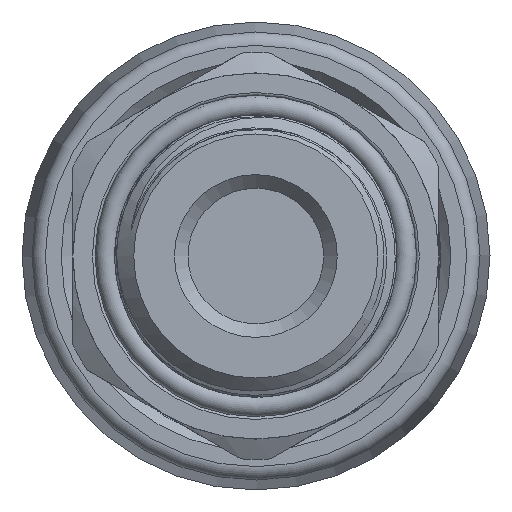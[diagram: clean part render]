
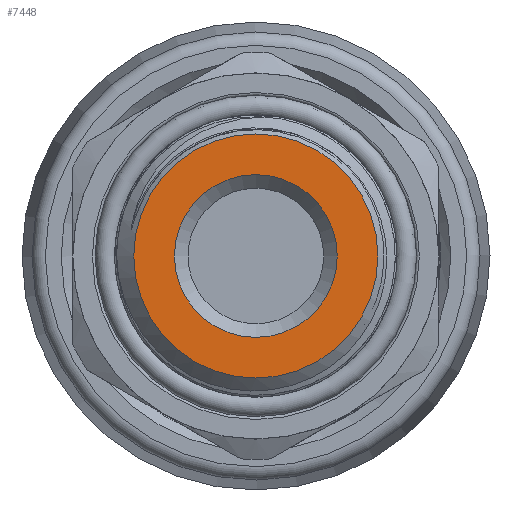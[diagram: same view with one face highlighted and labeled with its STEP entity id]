
A CAD part, left-side view. The second image highlights one B-rep face of the part: STEP entity #7448.
In plain terms, the highlighted face is planar.
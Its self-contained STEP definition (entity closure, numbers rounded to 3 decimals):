
#916=FACE_BOUND('',#2680,.T.);
#1797=PLANE('',#7867);
#2217=FACE_OUTER_BOUND('',#2679,.T.);
#2679=EDGE_LOOP('',(#6964));
#2680=EDGE_LOOP('',(#6965));
#2865=CIRCLE('',#7837,9.);
#2876=CIRCLE('',#7868,6.);
#3610=VERTEX_POINT('',#25823);
#3623=VERTEX_POINT('',#29124);
#4704=EDGE_CURVE('',#3610,#3610,#2865,.T.);
#4744=EDGE_CURVE('',#3623,#3623,#2876,.T.);
#6964=ORIENTED_EDGE('',*,*,#4704,.T.);
#6965=ORIENTED_EDGE('',*,*,#4744,.F.);
#7448=ADVANCED_FACE('',(#2217,#916),#1797,.T.);
#7837=AXIS2_PLACEMENT_3D('',#25825,#8853,#8854);
#7867=AXIS2_PLACEMENT_3D('',#29123,#8926,#8927);
#7868=AXIS2_PLACEMENT_3D('',#29125,#8928,#8929);
#8853=DIRECTION('center_axis',(1.,0.,0.));
#8854=DIRECTION('ref_axis',(0.,1.,0.));
#8926=DIRECTION('center_axis',(1.,0.,0.));
#8927=DIRECTION('ref_axis',(0.,0.,-1.));
#8928=DIRECTION('center_axis',(1.,0.,0.));
#8929=DIRECTION('ref_axis',(0.,0.,-1.));
#25823=CARTESIAN_POINT('',(1.,-9.,0.));
#25825=CARTESIAN_POINT('Origin',(1.,0.,0.));
#29123=CARTESIAN_POINT('Origin',(1.,6.,0.));
#29124=CARTESIAN_POINT('',(1.,-6.,0.));
#29125=CARTESIAN_POINT('Origin',(1.,0.,0.));
